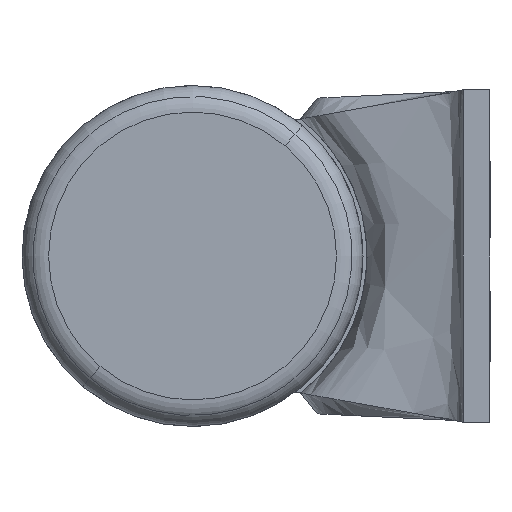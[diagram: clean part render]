
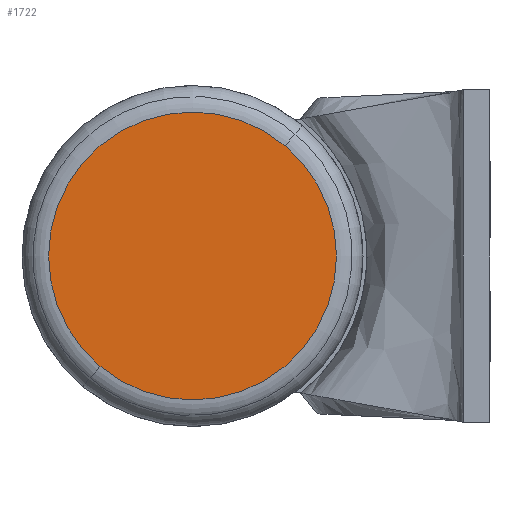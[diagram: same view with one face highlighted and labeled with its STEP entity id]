
A CAD part, left-side view. The second image highlights one B-rep face of the part: STEP entity #1722.
In plain terms, the highlighted face is planar.
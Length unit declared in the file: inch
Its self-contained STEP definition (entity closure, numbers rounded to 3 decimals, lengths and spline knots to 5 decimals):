
#27 = CIRCLE ( 'NONE', #134, 0.1705 ) ;
#57 = DIRECTION ( 'NONE',  ( 0., 0., 1. ) ) ;
#134 = AXIS2_PLACEMENT_3D ( 'NONE', #2289, #3142, #926 ) ;
#465 = VERTEX_POINT ( 'NONE', #838 ) ;
#838 = CARTESIAN_POINT ( 'NONE',  ( 0.3735, 0., 0.1705 ) ) ;
#926 = DIRECTION ( 'NONE',  ( 0., 0., 1. ) ) ;
#1022 = AXIS2_PLACEMENT_3D ( 'NONE', #1799, #2083, #57 ) ;
#1622 = VERTEX_POINT ( 'NONE', #2347 ) ;
#1716 = DIRECTION ( 'NONE',  ( -1., 0., 0. ) ) ;
#1722 = ADVANCED_FACE ( 'NONE', ( #3430 ), #2614, .F. ) ;
#1796 = CIRCLE ( 'NONE', #3224, 0.1705 ) ;
#1799 = CARTESIAN_POINT ( 'NONE',  ( 0.3735, 0.1705, 0. ) ) ;
#1838 = ORIENTED_EDGE ( 'NONE', *, *, #3024, .F. ) ;
#1976 = CARTESIAN_POINT ( 'NONE',  ( 0.3735, 0., 0. ) ) ;
#2032 = EDGE_CURVE ( 'NONE', #465, #1622, #27, .T. ) ;
#2083 = DIRECTION ( 'NONE',  ( -1., 0., 0. ) ) ;
#2289 = CARTESIAN_POINT ( 'NONE',  ( 0.3735, 0., 0. ) ) ;
#2347 = CARTESIAN_POINT ( 'NONE',  ( 0.3735, 0., -0.1705 ) ) ;
#2614 = PLANE ( 'NONE',  #1022 ) ;
#2931 = EDGE_LOOP ( 'NONE', ( #3121, #1838 ) ) ;
#3024 = EDGE_CURVE ( 'NONE', #1622, #465, #1796, .T. ) ;
#3121 = ORIENTED_EDGE ( 'NONE', *, *, #2032, .F. ) ;
#3142 = DIRECTION ( 'NONE',  ( -1., 0., 0. ) ) ;
#3224 = AXIS2_PLACEMENT_3D ( 'NONE', #1976, #1716, #3299 ) ;
#3299 = DIRECTION ( 'NONE',  ( 0., 0., 1. ) ) ;
#3430 = FACE_OUTER_BOUND ( 'NONE', #2931, .T. ) ;
